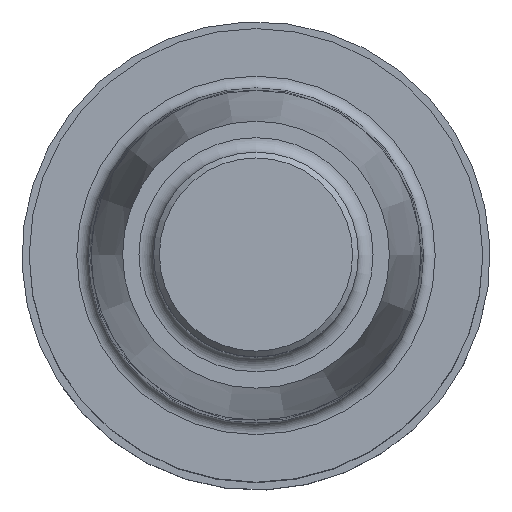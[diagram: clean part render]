
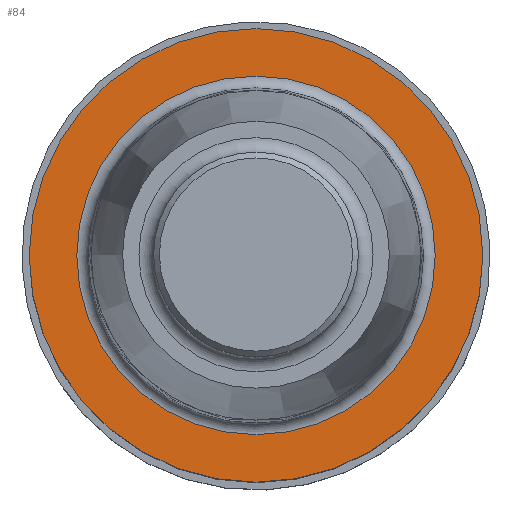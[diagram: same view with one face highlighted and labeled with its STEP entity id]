
A CAD part, top view. The second image highlights one B-rep face of the part: STEP entity #84.
In plain terms, the highlighted planar face has unit normal (0, 0, 1).
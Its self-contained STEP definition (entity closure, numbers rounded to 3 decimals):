
#61=FACE_BOUND('',#110,.T.);
#62=FACE_BOUND('',#111,.T.);
#84=ADVANCED_FACE('',(#61,#62),#98,.T.);
#98=PLANE('',#240);
#110=EDGE_LOOP('',(#136));
#111=EDGE_LOOP('',(#137));
#136=ORIENTED_EDGE('',*,*,#174,.T.);
#137=ORIENTED_EDGE('',*,*,#173,.F.);
#160=VERTEX_POINT('',#353);
#161=VERTEX_POINT('',#356);
#173=EDGE_CURVE('',#160,#160,#186,.T.);
#174=EDGE_CURVE('',#161,#161,#187,.T.);
#186=CIRCLE('',#237,7.75);
#187=CIRCLE('',#239,6.124);
#237=AXIS2_PLACEMENT_3D('',#352,#277,#278);
#239=AXIS2_PLACEMENT_3D('',#355,#281,#282);
#240=AXIS2_PLACEMENT_3D('',#357,#283,#284);
#277=DIRECTION('',(0.,0.,-1.));
#278=DIRECTION('',(-1.,0.,0.));
#281=DIRECTION('',(0.,0.,-1.));
#282=DIRECTION('',(-1.,0.,0.));
#283=DIRECTION('',(0.,0.,1.));
#284=DIRECTION('',(1.,0.,0.));
#352=CARTESIAN_POINT('',(0.,0.,0.));
#353=CARTESIAN_POINT('',(-7.75,0.,0.));
#355=CARTESIAN_POINT('',(0.,0.,0.));
#356=CARTESIAN_POINT('',(-6.124,0.,0.));
#357=CARTESIAN_POINT('',(-7.751,-7.751,0.));
